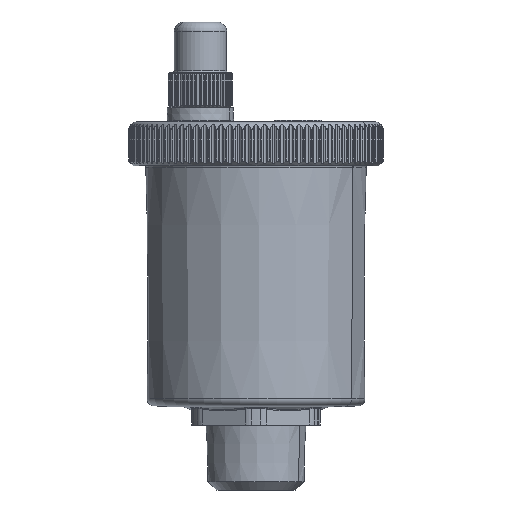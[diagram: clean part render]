
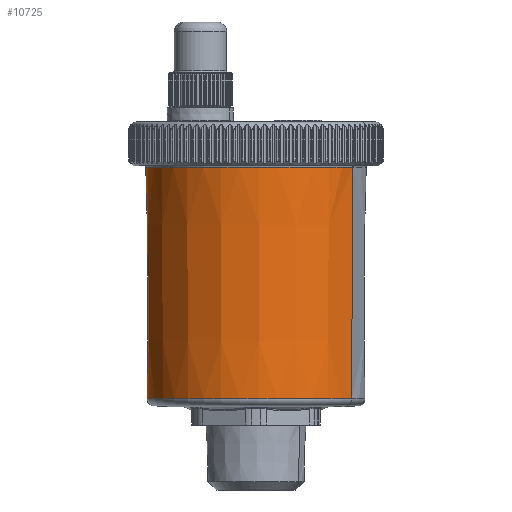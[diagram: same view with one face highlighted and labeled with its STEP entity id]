
A CAD part, left-side view. The second image highlights one B-rep face of the part: STEP entity #10725.
In plain terms, the highlighted conical face has half-angle 0.333 degrees and reference radius 23.5 mm.
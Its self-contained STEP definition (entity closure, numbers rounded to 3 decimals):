
#10644=CARTESIAN_POINT('Vertex',(-11.27,-20.63,1.661)) ;
#10647=CARTESIAN_POINT('Axis2P3D Location',(0.,0.,1.661)) ;
#10651=CARTESIAN_POINT('Vertex',(11.27,20.63,1.661)) ;
#10683=CARTESIAN_POINT('Axis2P3D Location',(0.,0.,0.246)) ;
#10688=CARTESIAN_POINT('Line Origine',(-11.338,-20.755,26.086)) ;
#10692=CARTESIAN_POINT('Vertex',(-11.41,-20.885,51.638)) ;
#10695=CARTESIAN_POINT('Line Origine',(11.338,20.755,26.086)) ;
#10699=CARTESIAN_POINT('Vertex',(11.41,20.885,51.638)) ;
#10714=CARTESIAN_POINT('Axis2P3D Location',(0.,0.,51.638)) ;
#10690=VECTOR('Line Direction',#10689,1.) ;
#10697=VECTOR('Line Direction',#10696,1.) ;
#10648=DIRECTION('Axis2P3D Direction',(-0.,0.,1.)) ;
#10684=DIRECTION('Axis2P3D Direction',(-0.,-0.,1.)) ;
#10685=DIRECTION('Axis2P3D XDirection',(-0.479,-0.878,0.)) ;
#10689=DIRECTION('Vector Direction',(-0.003,-0.005,1.)) ;
#10696=DIRECTION('Vector Direction',(0.003,0.005,1.)) ;
#10715=DIRECTION('Axis2P3D Direction',(-0.,0.,1.)) ;
#10649=AXIS2_PLACEMENT_3D('Circle Axis2P3D',#10647,#10648,$) ;
#10686=AXIS2_PLACEMENT_3D('Cone Axis2P3D',#10683,#10684,#10685) ;
#10716=AXIS2_PLACEMENT_3D('Circle Axis2P3D',#10714,#10715,$) ;
#10691=LINE('Line',#10688,#10690) ;
#10698=LINE('Line',#10695,#10697) ;
#10650=CIRCLE('generated circle',#10649,23.508) ;
#10717=CIRCLE('generated circle',#10716,23.798) ;
#10687=CONICAL_SURFACE('Cone',#10686,23.5,0.006) ;
#10653=EDGE_CURVE('',#10645,#10652,#10650,.F.) ;
#10694=EDGE_CURVE('',#10693,#10645,#10691,.F.) ;
#10701=EDGE_CURVE('',#10700,#10652,#10698,.F.) ;
#10718=EDGE_CURVE('',#10700,#10693,#10717,.T.) ;
#10720=ORIENTED_EDGE('',*,*,#10701,.T.) ;
#10721=ORIENTED_EDGE('',*,*,#10653,.F.) ;
#10722=ORIENTED_EDGE('',*,*,#10694,.F.) ;
#10723=ORIENTED_EDGE('',*,*,#10718,.F.) ;
#10719=EDGE_LOOP('',(#10720,#10721,#10722,#10723)) ;
#10645=VERTEX_POINT('',#10644) ;
#10652=VERTEX_POINT('',#10651) ;
#10693=VERTEX_POINT('',#10692) ;
#10700=VERTEX_POINT('',#10699) ;
#10725=ADVANCED_FACE('PartBody',(#10724),#10687,.T.) ;
#10724=FACE_OUTER_BOUND('',#10719,.T.) ;
